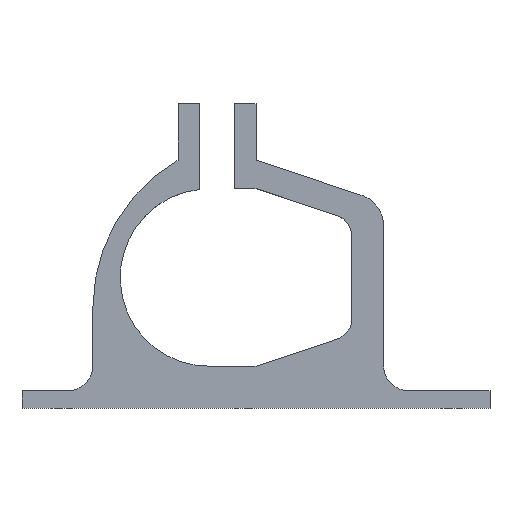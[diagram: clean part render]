
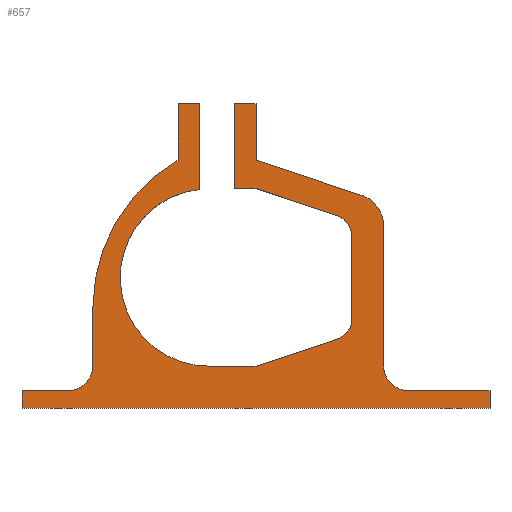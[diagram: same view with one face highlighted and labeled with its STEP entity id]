
A CAD part, top view. The second image highlights one B-rep face of the part: STEP entity #657.
In plain terms, the highlighted planar face has unit normal (0, 0, 1).
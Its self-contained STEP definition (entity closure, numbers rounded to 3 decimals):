
#30=PLANE('',#712);
#55=FACE_OUTER_BOUND('',#88,.T.);
#88=EDGE_LOOP('',(#486,#487,#488,#489,#490,#491,#492,#493,#494,#495,#496,
#497,#498,#499,#500,#501,#502,#503,#504,#505,#506,#507,#508,#509,#510,#511,
#512));
#119=LINE('',#951,#189);
#125=LINE('',#966,#195);
#127=LINE('',#972,#197);
#133=LINE('',#984,#203);
#134=LINE('',#988,#204);
#138=LINE('',#997,#208);
#146=LINE('',#1017,#216);
#148=LINE('',#1028,#218);
#149=LINE('',#1029,#219);
#150=LINE('',#1031,#220);
#151=LINE('',#1032,#221);
#152=LINE('',#1034,#222);
#153=LINE('',#1036,#223);
#154=LINE('',#1039,#224);
#155=LINE('',#1041,#225);
#156=LINE('',#1045,#226);
#157=LINE('',#1048,#227);
#158=LINE('',#1049,#228);
#159=LINE('',#1050,#229);
#189=VECTOR('',#763,10.);
#195=VECTOR('',#777,10.);
#197=VECTOR('',#781,10.);
#203=VECTOR('',#789,10.);
#204=VECTOR('',#792,10.);
#208=VECTOR('',#798,10.);
#216=VECTOR('',#814,10.);
#218=VECTOR('',#826,10.);
#219=VECTOR('',#827,10.);
#220=VECTOR('',#828,10.);
#221=VECTOR('',#829,10.);
#222=VECTOR('',#830,10.);
#223=VECTOR('',#831,10.);
#224=VECTOR('',#834,10.);
#225=VECTOR('',#835,10.);
#226=VECTOR('',#838,10.);
#227=VECTOR('',#841,10.);
#228=VECTOR('',#842,10.);
#229=VECTOR('',#843,10.);
#257=CIRCLE('',#694,3.);
#259=CIRCLE('',#698,3.);
#262=CIRCLE('',#707,3.5);
#264=CIRCLE('',#711,4.5);
#265=CIRCLE('',#713,4.5);
#266=CIRCLE('',#714,12.5);
#267=CIRCLE('',#715,24.);
#268=CIRCLE('',#716,3.5);
#282=VERTEX_POINT('',#941);
#283=VERTEX_POINT('',#942);
#286=VERTEX_POINT('',#950);
#288=VERTEX_POINT('',#956);
#289=VERTEX_POINT('',#957);
#293=VERTEX_POINT('',#969);
#294=VERTEX_POINT('',#971);
#296=VERTEX_POINT('',#977);
#299=VERTEX_POINT('',#982);
#300=VERTEX_POINT('',#986);
#301=VERTEX_POINT('',#987);
#304=VERTEX_POINT('',#995);
#305=VERTEX_POINT('',#996);
#310=VERTEX_POINT('',#1007);
#311=VERTEX_POINT('',#1009);
#313=VERTEX_POINT('',#1015);
#315=VERTEX_POINT('',#1021);
#316=VERTEX_POINT('',#1025);
#317=VERTEX_POINT('',#1027);
#318=VERTEX_POINT('',#1030);
#319=VERTEX_POINT('',#1033);
#320=VERTEX_POINT('',#1035);
#321=VERTEX_POINT('',#1037);
#322=VERTEX_POINT('',#1040);
#323=VERTEX_POINT('',#1042);
#324=VERTEX_POINT('',#1044);
#325=VERTEX_POINT('',#1046);
#346=EDGE_CURVE('',#282,#283,#257,.T.);
#350=EDGE_CURVE('',#283,#286,#119,.T.);
#353=EDGE_CURVE('',#288,#289,#259,.T.);
#358=EDGE_CURVE('',#289,#282,#125,.T.);
#360=EDGE_CURVE('',#293,#294,#127,.T.);
#366=EDGE_CURVE('',#299,#296,#133,.T.);
#367=EDGE_CURVE('',#300,#301,#134,.T.);
#371=EDGE_CURVE('',#304,#305,#138,.T.);
#377=EDGE_CURVE('',#310,#311,#262,.T.);
#381=EDGE_CURVE('',#310,#313,#146,.T.);
#384=EDGE_CURVE('',#315,#313,#264,.T.);
#385=EDGE_CURVE('',#316,#315,#265,.T.);
#386=EDGE_CURVE('',#317,#316,#148,.T.);
#387=EDGE_CURVE('',#301,#317,#149,.T.);
#388=EDGE_CURVE('',#318,#300,#150,.T.);
#389=EDGE_CURVE('',#286,#318,#151,.T.);
#390=EDGE_CURVE('',#288,#319,#152,.T.);
#391=EDGE_CURVE('',#320,#319,#153,.T.);
#392=EDGE_CURVE('',#321,#320,#266,.T.);
#393=EDGE_CURVE('',#321,#305,#154,.T.);
#394=EDGE_CURVE('',#304,#322,#155,.T.);
#395=EDGE_CURVE('',#323,#322,#267,.T.);
#396=EDGE_CURVE('',#324,#323,#156,.T.);
#397=EDGE_CURVE('',#325,#324,#268,.T.);
#398=EDGE_CURVE('',#325,#294,#157,.T.);
#399=EDGE_CURVE('',#296,#293,#158,.T.);
#400=EDGE_CURVE('',#311,#299,#159,.T.);
#486=ORIENTED_EDGE('',*,*,#384,.F.);
#487=ORIENTED_EDGE('',*,*,#385,.F.);
#488=ORIENTED_EDGE('',*,*,#386,.F.);
#489=ORIENTED_EDGE('',*,*,#387,.F.);
#490=ORIENTED_EDGE('',*,*,#367,.F.);
#491=ORIENTED_EDGE('',*,*,#388,.F.);
#492=ORIENTED_EDGE('',*,*,#389,.F.);
#493=ORIENTED_EDGE('',*,*,#350,.F.);
#494=ORIENTED_EDGE('',*,*,#346,.F.);
#495=ORIENTED_EDGE('',*,*,#358,.F.);
#496=ORIENTED_EDGE('',*,*,#353,.F.);
#497=ORIENTED_EDGE('',*,*,#390,.T.);
#498=ORIENTED_EDGE('',*,*,#391,.F.);
#499=ORIENTED_EDGE('',*,*,#392,.F.);
#500=ORIENTED_EDGE('',*,*,#393,.T.);
#501=ORIENTED_EDGE('',*,*,#371,.F.);
#502=ORIENTED_EDGE('',*,*,#394,.T.);
#503=ORIENTED_EDGE('',*,*,#395,.F.);
#504=ORIENTED_EDGE('',*,*,#396,.F.);
#505=ORIENTED_EDGE('',*,*,#397,.F.);
#506=ORIENTED_EDGE('',*,*,#398,.T.);
#507=ORIENTED_EDGE('',*,*,#360,.F.);
#508=ORIENTED_EDGE('',*,*,#399,.F.);
#509=ORIENTED_EDGE('',*,*,#366,.F.);
#510=ORIENTED_EDGE('',*,*,#400,.F.);
#511=ORIENTED_EDGE('',*,*,#377,.F.);
#512=ORIENTED_EDGE('',*,*,#381,.T.);
#657=ADVANCED_FACE('',(#55),#30,.T.);
#694=AXIS2_PLACEMENT_3D('',#943,#755,#756);
#698=AXIS2_PLACEMENT_3D('',#958,#768,#769);
#707=AXIS2_PLACEMENT_3D('',#1010,#807,#808);
#711=AXIS2_PLACEMENT_3D('',#1023,#820,#821);
#712=AXIS2_PLACEMENT_3D('',#1024,#822,#823);
#713=AXIS2_PLACEMENT_3D('',#1026,#824,#825);
#714=AXIS2_PLACEMENT_3D('',#1038,#832,#833);
#715=AXIS2_PLACEMENT_3D('',#1043,#836,#837);
#716=AXIS2_PLACEMENT_3D('',#1047,#839,#840);
#755=DIRECTION('center_axis',(0.,0.,1.));
#756=DIRECTION('ref_axis',(0.811,0.585,0.));
#763=DIRECTION('',(-0.948,0.318,0.));
#768=DIRECTION('center_axis',(0.,0.,1.));
#769=DIRECTION('ref_axis',(0.812,-0.584,0.));
#777=DIRECTION('',(-0.001,1.,0.));
#781=DIRECTION('',(0.,1.,0.));
#789=DIRECTION('',(0.,-1.,0.));
#792=DIRECTION('',(1.,0.,0.));
#798=DIRECTION('',(1.,0.,0.));
#807=DIRECTION('center_axis',(0.,0.,1.));
#808=DIRECTION('ref_axis',(-0.707,-0.707,0.));
#814=DIRECTION('',(0.,1.,0.));
#820=DIRECTION('center_axis',(0.,0.,-1.));
#821=DIRECTION('ref_axis',(-1.,0.,0.));
#822=DIRECTION('center_axis',(0.,0.,1.));
#823=DIRECTION('ref_axis',(1.,0.,0.));
#824=DIRECTION('center_axis',(0.,0.,1.));
#825=DIRECTION('ref_axis',(-0.16,-0.987,0.));
#826=DIRECTION('',(0.949,-0.316,0.));
#827=DIRECTION('',(0.,-1.,0.));
#828=DIRECTION('',(0.,1.,0.));
#829=DIRECTION('',(-1.,0.,0.));
#830=DIRECTION('',(-0.948,-0.317,0.));
#831=DIRECTION('',(1.,0.,0.));
#832=DIRECTION('center_axis',(0.,0.,1.));
#833=DIRECTION('ref_axis',(-0.108,0.994,0.));
#834=DIRECTION('',(0.,1.,0.));
#835=DIRECTION('',(0.,-1.,0.));
#836=DIRECTION('center_axis',(0.,0.,-1.));
#837=DIRECTION('ref_axis',(-0.5,0.866,0.));
#838=DIRECTION('',(0.,1.,0.));
#839=DIRECTION('center_axis',(0.,0.,1.));
#840=DIRECTION('ref_axis',(0.707,-0.707,0.));
#841=DIRECTION('',(-1.,0.,0.));
#842=DIRECTION('',(-1.,0.,0.));
#843=DIRECTION('',(1.,0.,0.));
#941=CARTESIAN_POINT('',(43.506,24.321,0.));
#942=CARTESIAN_POINT('',(41.459,27.162,0.));
#943=CARTESIAN_POINT('Origin',(40.506,24.317,0.));
#950=CARTESIAN_POINT('',(30.,31.,0.));
#951=CARTESIAN_POINT('',(43.503,26.477,0.));
#956=CARTESIAN_POINT('',(41.471,9.791,0.));
#957=CARTESIAN_POINT('',(43.52,12.64,0.));
#958=CARTESIAN_POINT('Origin',(40.52,12.636,0.));
#966=CARTESIAN_POINT('',(43.513,18.477,0.));
#969=CARTESIAN_POINT('',(-3.,0.,0.));
#971=CARTESIAN_POINT('',(-3.,2.5,0.));
#972=CARTESIAN_POINT('',(-3.,0.,0.));
#977=CARTESIAN_POINT('',(63.,0.,0.));
#982=CARTESIAN_POINT('',(63.,2.5,0.));
#984=CARTESIAN_POINT('',(63.,0.,0.));
#986=CARTESIAN_POINT('',(27.,43.,0.));
#987=CARTESIAN_POINT('',(30.,43.,0.));
#988=CARTESIAN_POINT('',(27.,43.,0.));
#995=CARTESIAN_POINT('',(19.,43.,0.));
#996=CARTESIAN_POINT('',(22.,43.,0.));
#997=CARTESIAN_POINT('',(22.,43.,0.));
#1007=CARTESIAN_POINT('',(48.,6.,0.));
#1009=CARTESIAN_POINT('',(51.5,2.5,0.));
#1010=CARTESIAN_POINT('Origin',(51.5,6.,0.));
#1015=CARTESIAN_POINT('',(48.,25.781,0.));
#1017=CARTESIAN_POINT('',(48.,0.,0.));
#1021=CARTESIAN_POINT('',(44.615,30.14,0.));
#1023=CARTESIAN_POINT('Origin',(43.5,25.781,0.));
#1024=CARTESIAN_POINT('Origin',(0.,0.,0.));
#1025=CARTESIAN_POINT('',(44.307,30.231,0.));
#1026=CARTESIAN_POINT('Origin',(45.73,34.5,0.));
#1027=CARTESIAN_POINT('',(30.,35.,0.));
#1028=CARTESIAN_POINT('',(30.,35.,0.));
#1029=CARTESIAN_POINT('',(30.,40.,0.));
#1030=CARTESIAN_POINT('',(27.,31.,0.));
#1031=CARTESIAN_POINT('',(27.,32.,0.));
#1032=CARTESIAN_POINT('',(30.,31.,0.));
#1033=CARTESIAN_POINT('',(30.,5.954,0.));
#1034=CARTESIAN_POINT('',(43.522,10.477,0.));
#1035=CARTESIAN_POINT('',(23.513,5.954,0.));
#1036=CARTESIAN_POINT('',(23.513,5.954,0.));
#1037=CARTESIAN_POINT('',(22.,30.88,0.));
#1038=CARTESIAN_POINT('Origin',(23.352,18.453,0.));
#1039=CARTESIAN_POINT('',(22.,40.,0.));
#1040=CARTESIAN_POINT('',(19.,35.,0.));
#1041=CARTESIAN_POINT('',(19.,40.,0.));
#1042=CARTESIAN_POINT('',(7.,14.215,0.));
#1043=CARTESIAN_POINT('Origin',(31.,14.215,0.));
#1044=CARTESIAN_POINT('',(7.,6.,0.));
#1045=CARTESIAN_POINT('',(7.,0.,0.));
#1046=CARTESIAN_POINT('',(3.5,2.5,0.));
#1047=CARTESIAN_POINT('Origin',(3.5,6.,0.));
#1048=CARTESIAN_POINT('',(0.,2.5,0.));
#1049=CARTESIAN_POINT('',(0.,0.,0.));
#1050=CARTESIAN_POINT('',(0.,2.5,0.));
